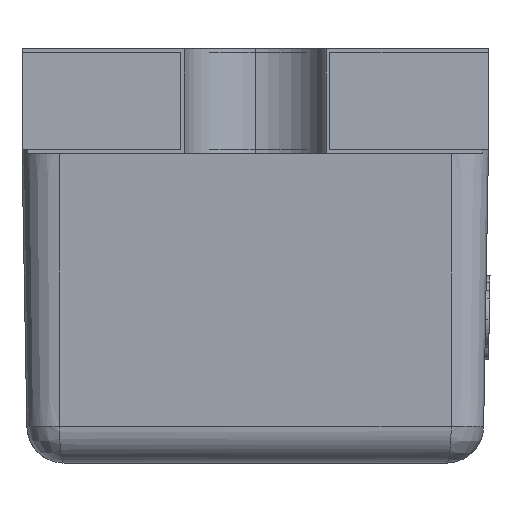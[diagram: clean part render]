
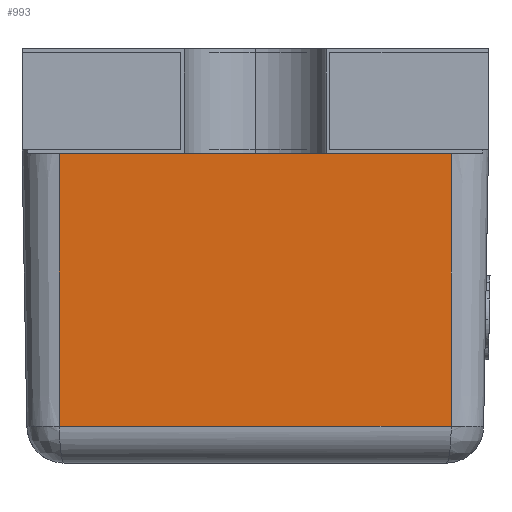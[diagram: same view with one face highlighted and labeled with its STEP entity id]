
A CAD part, left-side view. The second image highlights one B-rep face of the part: STEP entity #993.
In plain terms, the highlighted planar face has unit normal (-1, 0, -0.018).
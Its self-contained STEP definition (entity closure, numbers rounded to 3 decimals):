
#111 = LINE ( 'NONE', #4056, #140 ) ;
#140 = VECTOR ( 'NONE', #1868, 1000. ) ;
#668 = LINE ( 'NONE', #14856, #4045 ) ;
#891 = EDGE_CURVE ( 'NONE', #1817, #14524, #668, .T. ) ;
#993 = ADVANCED_FACE ( 'NONE', ( #10477 ), #12781, .T. ) ;
#1588 = CARTESIAN_POINT ( 'NONE',  ( -0.7, -0.525, -0.26 ) ) ;
#1817 = VERTEX_POINT ( 'NONE', #1588 ) ;
#1868 = DIRECTION ( 'NONE',  ( 0., -1., 0. ) ) ;
#2039 = EDGE_CURVE ( 'NONE', #3797, #7420, #111, .T. ) ;
#2669 = EDGE_CURVE ( 'NONE', #3797, #14524, #10844, .T. ) ;
#3797 = VERTEX_POINT ( 'NONE', #7213 ) ;
#4045 = VECTOR ( 'NONE', #5456, 1000. ) ;
#4056 = CARTESIAN_POINT ( 'NONE',  ( -0.687, -0.525, -1.002 ) ) ;
#4672 = EDGE_LOOP ( 'NONE', ( #12134, #7249, #12374, #6176 ) ) ;
#5150 = DIRECTION ( 'NONE',  ( -0.017, 0., 1. ) ) ;
#5456 = DIRECTION ( 'NONE',  ( 0., 1., 0. ) ) ;
#6122 = CARTESIAN_POINT ( 'NONE',  ( -0.7, 0.525, -0.26 ) ) ;
#6176 = ORIENTED_EDGE ( 'NONE', *, *, #891, .T. ) ;
#6242 = CARTESIAN_POINT ( 'NONE',  ( -0.7, -0.525, -0.26 ) ) ;
#7067 = DIRECTION ( 'NONE',  ( 0.017, 0., -1. ) ) ;
#7213 = CARTESIAN_POINT ( 'NONE',  ( -0.687, 0.525, -1.002 ) ) ;
#7249 = ORIENTED_EDGE ( 'NONE', *, *, #2039, .T. ) ;
#7420 = VERTEX_POINT ( 'NONE', #9140 ) ;
#7974 = AXIS2_PLACEMENT_3D ( 'NONE', #12930, #8014, #7067 ) ;
#8014 = DIRECTION ( 'NONE',  ( -1., 0., -0.017 ) ) ;
#8340 = LINE ( 'NONE', #6242, #14144 ) ;
#9140 = CARTESIAN_POINT ( 'NONE',  ( -0.687, -0.525, -1.002 ) ) ;
#9604 = EDGE_CURVE ( 'NONE', #7420, #1817, #8340, .T. ) ;
#10477 = FACE_OUTER_BOUND ( 'NONE', #4672, .T. ) ;
#10844 = LINE ( 'NONE', #6122, #13137 ) ;
#10957 = DIRECTION ( 'NONE',  ( -0.017, 0., 1. ) ) ;
#12134 = ORIENTED_EDGE ( 'NONE', *, *, #2669, .F. ) ;
#12374 = ORIENTED_EDGE ( 'NONE', *, *, #9604, .T. ) ;
#12781 = PLANE ( 'NONE',  #7974 ) ;
#12877 = CARTESIAN_POINT ( 'NONE',  ( -0.7, 0.525, -0.26 ) ) ;
#12930 = CARTESIAN_POINT ( 'NONE',  ( -0.7, -0.525, -0.26 ) ) ;
#13137 = VECTOR ( 'NONE', #5150, 1000. ) ;
#14144 = VECTOR ( 'NONE', #10957, 1000. ) ;
#14524 = VERTEX_POINT ( 'NONE', #12877 ) ;
#14856 = CARTESIAN_POINT ( 'NONE',  ( -0.7, -0.525, -0.26 ) ) ;
